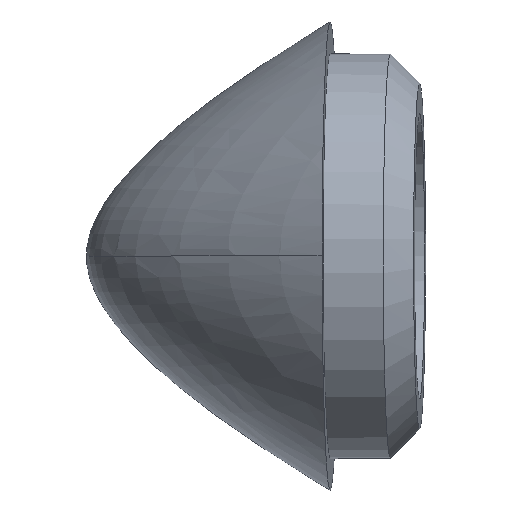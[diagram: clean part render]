
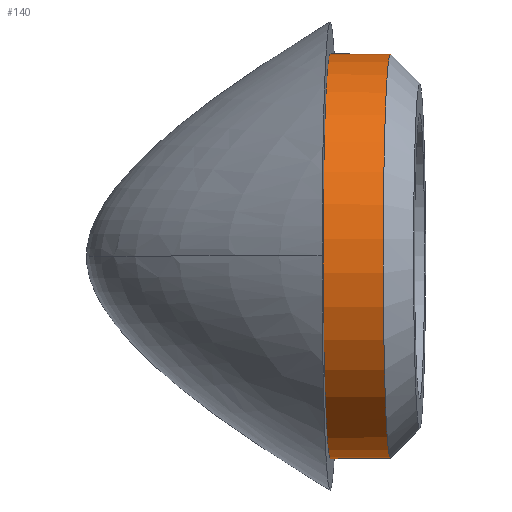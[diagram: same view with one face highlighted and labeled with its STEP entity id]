
A CAD part, top view. The second image highlights one B-rep face of the part: STEP entity #140.
In plain terms, the highlighted conical face has half-angle 0.5 degrees and reference radius 34 mm.
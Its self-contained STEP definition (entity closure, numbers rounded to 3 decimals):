
#113=CONICAL_SURFACE('',#269,34.,0.5);
#132=CIRCLE('',#265,34.);
#134=CIRCLE('',#268,33.912);
#140=ADVANCED_FACE('',(#155),#113,.T.);
#155=FACE_OUTER_BOUND('',#165,.T.);
#165=EDGE_LOOP('',(#186,#187,#188,#189));
#186=ORIENTED_EDGE('',*,*,#239,.T.);
#187=ORIENTED_EDGE('',*,*,#240,.T.);
#188=ORIENTED_EDGE('',*,*,#234,.T.);
#189=ORIENTED_EDGE('',*,*,#241,.T.);
#220=VERTEX_POINT('',#2806);
#221=VERTEX_POINT('',#2807);
#224=VERTEX_POINT('',#2841);
#225=VERTEX_POINT('',#2842);
#234=EDGE_CURVE('',#220,#221,#132,.T.);
#239=EDGE_CURVE('',#224,#225,#134,.T.);
#240=EDGE_CURVE('',#225,#220,#255,.T.);
#241=EDGE_CURVE('',#221,#224,#256,.T.);
#255=B_SPLINE_CURVE_WITH_KNOTS('',3,(#2843,#2844,#2845,#2846),
 .UNSPECIFIED.,.F.,.F.,(4,4),(0.,1.),.UNSPECIFIED.);
#256=B_SPLINE_CURVE_WITH_KNOTS('',3,(#2847,#2848,#2849,#2850),
 .UNSPECIFIED.,.F.,.F.,(4,4),(0.,1.),.UNSPECIFIED.);
#265=AXIS2_PLACEMENT_3D('',#2805,#281,#282);
#268=AXIS2_PLACEMENT_3D('',#2840,#289,#290);
#269=AXIS2_PLACEMENT_3D('',#2851,#291,#292);
#281=DIRECTION('',(0.999,0.,0.035));
#282=DIRECTION('',(-0.035,0.,0.999));
#289=DIRECTION('',(-0.999,0.,-0.035));
#290=DIRECTION('',(0.035,0.,-0.999));
#291=DIRECTION('',(-0.999,0.,-0.035));
#292=DIRECTION('',(0.035,0.,-0.999));
#2805=CARTESIAN_POINT('',(-359.088,0.,-83.386));
#2806=CARTESIAN_POINT('',(-357.914,5.,-116.996));
#2807=CARTESIAN_POINT('',(-357.914,-5.,-116.996));
#2840=CARTESIAN_POINT('',(-349.006,0.,-83.034));
#2841=CARTESIAN_POINT('',(-347.836,-5.,-116.555));
#2842=CARTESIAN_POINT('',(-347.836,5.,-116.555));
#2843=CARTESIAN_POINT('',(-347.836,5.,-116.555));
#2844=CARTESIAN_POINT('',(-351.195,5.,-116.702));
#2845=CARTESIAN_POINT('',(-354.555,5.,-116.849));
#2846=CARTESIAN_POINT('',(-357.914,5.,-116.996));
#2847=CARTESIAN_POINT('',(-357.914,-5.,-116.996));
#2848=CARTESIAN_POINT('',(-354.555,-5.,-116.849));
#2849=CARTESIAN_POINT('',(-351.195,-5.,-116.702));
#2850=CARTESIAN_POINT('',(-347.836,-5.,-116.555));
#2851=CARTESIAN_POINT('',(-359.088,0.,-83.386));
